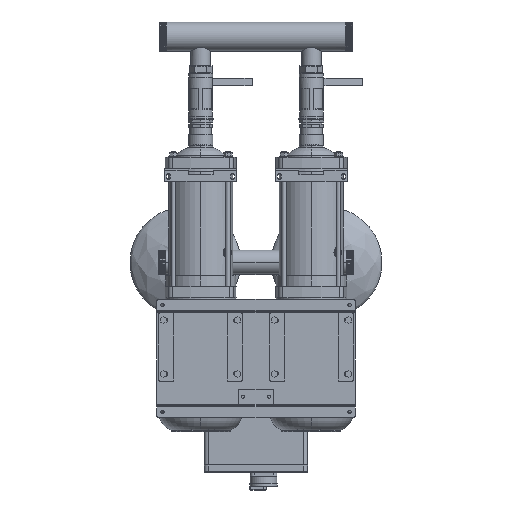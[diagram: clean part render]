
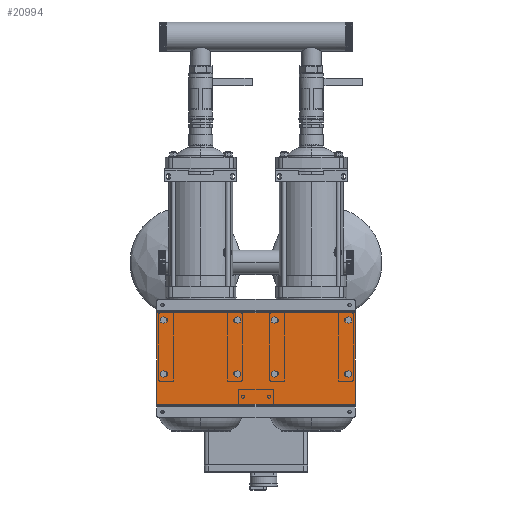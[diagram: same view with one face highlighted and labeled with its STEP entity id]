
A CAD part, front view. The second image highlights one B-rep face of the part: STEP entity #20994.
In plain terms, the highlighted planar face has unit normal (0, -1, 0).
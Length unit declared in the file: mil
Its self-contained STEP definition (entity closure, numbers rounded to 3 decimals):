
#638 = VECTOR ( 'NONE', #69351, 39370.079 ) ;
#2275 = DIRECTION ( 'NONE',  ( -1., 0., 0. ) ) ;
#2650 = VERTEX_POINT ( 'NONE', #76703 ) ;
#6132 = DIRECTION ( 'NONE',  ( 1., 0., 0. ) ) ;
#9734 = FACE_OUTER_BOUND ( 'NONE', #25285, .T. ) ;
#12202 = CARTESIAN_POINT ( 'NONE',  ( -10236.22, 2165.354, 4724.409 ) ) ;
#12422 = CARTESIAN_POINT ( 'NONE',  ( 10236.22, 2165.354, -4724.409 ) ) ;
#14602 = VERTEX_POINT ( 'NONE', #18175 ) ;
#15501 = ORIENTED_EDGE ( 'NONE', *, *, #47513, .T. ) ;
#17377 = VECTOR ( 'NONE', #27458, 39370.079 ) ;
#18175 = CARTESIAN_POINT ( 'NONE',  ( 10236.22, 2165.354, 4724.409 ) ) ;
#19461 = ORIENTED_EDGE ( 'NONE', *, *, #40943, .T. ) ;
#20994 = ADVANCED_FACE ( 'NONE', ( #9734 ), #58148, .F. ) ;
#25285 = EDGE_LOOP ( 'NONE', ( #19461, #43880, #73716, #15501 ) ) ;
#27458 = DIRECTION ( 'NONE',  ( 0., 0., -1. ) ) ;
#31496 = CARTESIAN_POINT ( 'NONE',  ( 10236.22, 2165.354, -4724.409 ) ) ;
#35069 = LINE ( 'NONE', #12422, #72801 ) ;
#35746 = AXIS2_PLACEMENT_3D ( 'NONE', #31496, #60091, #6132 ) ;
#35763 = CARTESIAN_POINT ( 'NONE',  ( 10236.22, 2165.354, 4724.409 ) ) ;
#38606 = CARTESIAN_POINT ( 'NONE',  ( -10236.22, 2165.354, -4724.409 ) ) ;
#40943 = EDGE_CURVE ( 'NONE', #68879, #2650, #75138, .T. ) ;
#43880 = ORIENTED_EDGE ( 'NONE', *, *, #52211, .F. ) ;
#45110 = CARTESIAN_POINT ( 'NONE',  ( 10236.22, 2165.354, 4724.409 ) ) ;
#47513 = EDGE_CURVE ( 'NONE', #14602, #68879, #48054, .T. ) ;
#48054 = LINE ( 'NONE', #35763, #67446 ) ;
#52211 = EDGE_CURVE ( 'NONE', #72437, #2650, #35069, .T. ) ;
#57400 = LINE ( 'NONE', #45110, #638 ) ;
#58148 = PLANE ( 'NONE',  #35746 ) ;
#60091 = DIRECTION ( 'NONE',  ( 0., 1., 0. ) ) ;
#63559 = CARTESIAN_POINT ( 'NONE',  ( 10236.22, 2165.354, -4724.409 ) ) ;
#66815 = DIRECTION ( 'NONE',  ( -1., 0., 0. ) ) ;
#67446 = VECTOR ( 'NONE', #2275, 39370.079 ) ;
#67497 = EDGE_CURVE ( 'NONE', #14602, #72437, #57400, .T. ) ;
#68879 = VERTEX_POINT ( 'NONE', #12202 ) ;
#69351 = DIRECTION ( 'NONE',  ( 0., 0., -1. ) ) ;
#72437 = VERTEX_POINT ( 'NONE', #63559 ) ;
#72801 = VECTOR ( 'NONE', #66815, 39370.079 ) ;
#73716 = ORIENTED_EDGE ( 'NONE', *, *, #67497, .F. ) ;
#75138 = LINE ( 'NONE', #38606, #17377 ) ;
#76703 = CARTESIAN_POINT ( 'NONE',  ( -10236.22, 2165.354, -4724.409 ) ) ;
